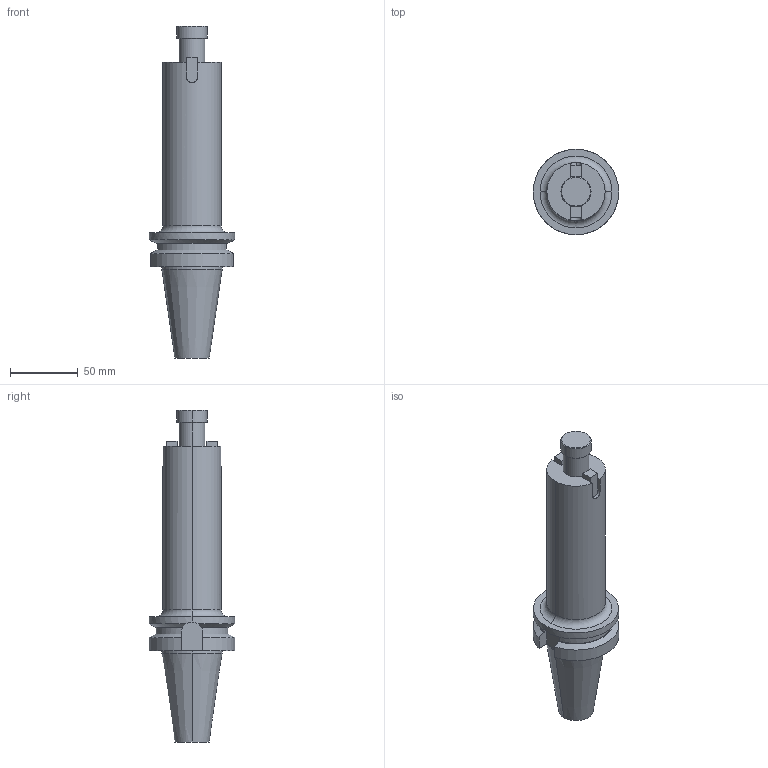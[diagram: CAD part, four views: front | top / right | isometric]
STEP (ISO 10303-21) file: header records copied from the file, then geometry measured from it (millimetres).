
FILE_DESCRIPTION (( 'STEP AP203' ), '1' );
FILE_NAME ('STP-5011-151-A48-600-1(SATE-16615-6).STEP', '2021-06-22T06:59:57', ( '' ), ( '' ), 'SwSTEP 2.0', 'SolidWorks 2017', '' );
FILE_SCHEMA (( 'CONFIG_CONTROL_DESIGN' ));
Length unit declared in the file: millimetre
Products named in the file (1): STP-5011-151-A48-600-1(SATE-16615-6)
Bounding box: 63 x 63 x 244.65 mm (x, y, z)
Volume: 316396.2 mm3; surface area: 41994.8 mm2
Topology: 4 solids, 4 shells, 79 faces, 187 edges, 120 vertices
Faces by surface type: plane 35, cylinder 30, cone 12, torus 2
Entity records: 2461 total; most frequent: CARTESIAN_POINT 544, DIRECTION 396, ORIENTED_EDGE 370, EDGE_CURVE 185, AXIS2_PLACEMENT_3D 150, VERTEX_POINT 120, VECTOR 96, LINE 96
